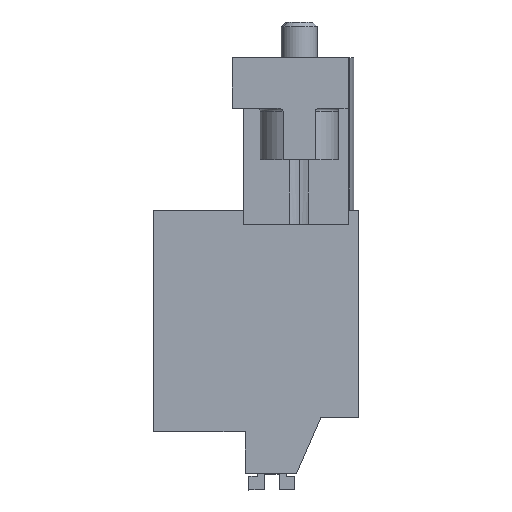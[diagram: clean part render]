
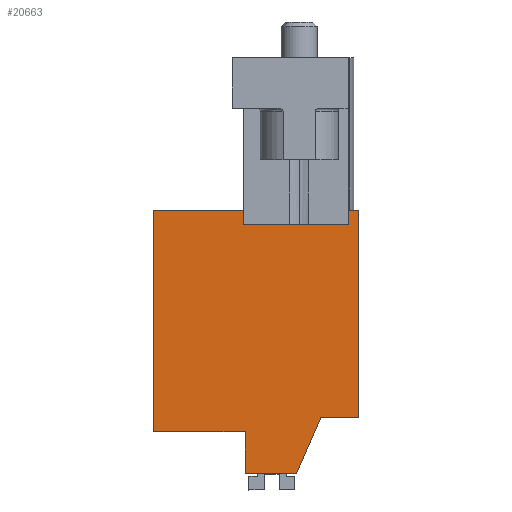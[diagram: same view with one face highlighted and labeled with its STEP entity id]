
A CAD part, left-side view. The second image highlights one B-rep face of the part: STEP entity #20663.
In plain terms, the highlighted planar face has unit normal (-1, 0, 0).
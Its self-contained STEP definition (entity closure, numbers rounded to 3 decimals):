
#20630=AXIS2_PLACEMENT_3D('Plane Axis2P3D',#20627,#20628,#20629) ;
#129=CARTESIAN_POINT('Vertex',(5.,7.85,4.043)) ;
#379=CARTESIAN_POINT('Vertex',(5.,7.85,1.143)) ;
#382=CARTESIAN_POINT('Line Origine',(5.,7.85,2.593)) ;
#515=CARTESIAN_POINT('Vertex',(5.,0.,5.043)) ;
#518=CARTESIAN_POINT('Line Origine',(5.,1.3,5.043)) ;
#522=CARTESIAN_POINT('Vertex',(5.,2.6,5.043)) ;
#1396=CARTESIAN_POINT('Vertex',(5.,14.2,4.043)) ;
#1404=CARTESIAN_POINT('Line Origine',(5.,11.025,4.043)) ;
#2415=CARTESIAN_POINT('Vertex',(5.,0.,19.383)) ;
#2418=CARTESIAN_POINT('Line Origine',(5.,0.,12.213)) ;
#3232=CARTESIAN_POINT('Vertex',(5.,14.2,19.383)) ;
#3235=CARTESIAN_POINT('Line Origine',(5.,14.2,11.713)) ;
#6522=CARTESIAN_POINT('Vertex',(5.,0.723,19.383)) ;
#6525=CARTESIAN_POINT('Line Origine',(5.,0.361,19.383)) ;
#6577=CARTESIAN_POINT('Vertex',(5.,7.968,19.383)) ;
#6580=CARTESIAN_POINT('Line Origine',(5.,11.084,19.383)) ;
#6628=CARTESIAN_POINT('Line Origine',(5.,7.968,18.883)) ;
#6632=CARTESIAN_POINT('Vertex',(5.,7.968,18.383)) ;
#20601=CARTESIAN_POINT('Line Origine',(5.,3.45,3.093)) ;
#20605=CARTESIAN_POINT('Vertex',(5.,4.3,1.143)) ;
#20627=CARTESIAN_POINT('Axis2P3D Location',(5.,6.8,19.383)) ;
#20632=CARTESIAN_POINT('Line Origine',(5.,6.075,1.143)) ;
#20637=CARTESIAN_POINT('Line Origine',(5.,0.723,18.883)) ;
#20641=CARTESIAN_POINT('Vertex',(5.,0.723,18.383)) ;
#20644=CARTESIAN_POINT('Line Origine',(5.,4.345,18.383)) ;
#383=DIRECTION('Vector Direction',(0.,0.,-1.)) ;
#519=DIRECTION('Vector Direction',(0.,-1.,0.)) ;
#1405=DIRECTION('Vector Direction',(0.,-1.,0.)) ;
#2419=DIRECTION('Vector Direction',(0.,0.,1.)) ;
#3236=DIRECTION('Vector Direction',(0.,0.,-1.)) ;
#6526=DIRECTION('Vector Direction',(0.,1.,0.)) ;
#6581=DIRECTION('Vector Direction',(0.,1.,0.)) ;
#6629=DIRECTION('Vector Direction',(0.,0.,-1.)) ;
#20602=DIRECTION('Vector Direction',(0.,-0.4,0.917)) ;
#20628=DIRECTION('Axis2P3D Direction',(-1.,0.,0.)) ;
#20629=DIRECTION('Axis2P3D XDirection',(0.,1.,0.)) ;
#20633=DIRECTION('Vector Direction',(0.,-1.,0.)) ;
#20638=DIRECTION('Vector Direction',(0.,0.,-1.)) ;
#20645=DIRECTION('Vector Direction',(0.,-1.,0.)) ;
#384=VECTOR('Line Direction',#383,1.) ;
#520=VECTOR('Line Direction',#519,1.) ;
#1406=VECTOR('Line Direction',#1405,1.) ;
#2420=VECTOR('Line Direction',#2419,1.) ;
#3237=VECTOR('Line Direction',#3236,1.) ;
#6527=VECTOR('Line Direction',#6526,1.) ;
#6582=VECTOR('Line Direction',#6581,1.) ;
#6630=VECTOR('Line Direction',#6629,1.) ;
#20603=VECTOR('Line Direction',#20602,1.) ;
#20634=VECTOR('Line Direction',#20633,1.) ;
#20639=VECTOR('Line Direction',#20638,1.) ;
#20646=VECTOR('Line Direction',#20645,1.) ;
#20650=ORIENTED_EDGE('',*,*,#6584,.T.) ;
#20651=ORIENTED_EDGE('',*,*,#3239,.T.) ;
#20652=ORIENTED_EDGE('',*,*,#1408,.T.) ;
#20653=ORIENTED_EDGE('',*,*,#386,.T.) ;
#20654=ORIENTED_EDGE('',*,*,#20636,.T.) ;
#20655=ORIENTED_EDGE('',*,*,#20607,.T.) ;
#20656=ORIENTED_EDGE('',*,*,#524,.T.) ;
#20657=ORIENTED_EDGE('',*,*,#2422,.T.) ;
#20658=ORIENTED_EDGE('',*,*,#6529,.T.) ;
#20659=ORIENTED_EDGE('',*,*,#20643,.T.) ;
#20660=ORIENTED_EDGE('',*,*,#20648,.F.) ;
#20661=ORIENTED_EDGE('',*,*,#6634,.T.) ;
#20663=ADVANCED_FACE('HOUSING',(#20662),#20631,.T.) ;
#386=EDGE_CURVE('',#130,#380,#385,.T.) ;
#524=EDGE_CURVE('',#523,#516,#521,.T.) ;
#1408=EDGE_CURVE('',#1397,#130,#1407,.T.) ;
#2422=EDGE_CURVE('',#516,#2416,#2421,.T.) ;
#3239=EDGE_CURVE('',#3233,#1397,#3238,.T.) ;
#6529=EDGE_CURVE('',#2416,#6523,#6528,.T.) ;
#6584=EDGE_CURVE('',#6578,#3233,#6583,.T.) ;
#6634=EDGE_CURVE('',#6633,#6578,#6631,.F.) ;
#20607=EDGE_CURVE('',#20606,#523,#20604,.T.) ;
#20636=EDGE_CURVE('',#380,#20606,#20635,.T.) ;
#20643=EDGE_CURVE('',#6523,#20642,#20640,.T.) ;
#20648=EDGE_CURVE('',#6633,#20642,#20647,.T.) ;
#20649=EDGE_LOOP('',(#20650,#20651,#20652,#20653,#20654,#20655,#20656,#20657,#20658,#20659,#20660,#20661)) ;
#20662=FACE_OUTER_BOUND('',#20649,.T.) ;
#385=LINE('Line',#382,#384) ;
#521=LINE('Line',#518,#520) ;
#1407=LINE('Line',#1404,#1406) ;
#2421=LINE('Line',#2418,#2420) ;
#3238=LINE('Line',#3235,#3237) ;
#6528=LINE('Line',#6525,#6527) ;
#6583=LINE('Line',#6580,#6582) ;
#6631=LINE('Line',#6628,#6630) ;
#20604=LINE('Line',#20601,#20603) ;
#20635=LINE('Line',#20632,#20634) ;
#20640=LINE('Line',#20637,#20639) ;
#20647=LINE('Line',#20644,#20646) ;
#20631=PLANE('',#20630) ;
#130=VERTEX_POINT('',#129) ;
#380=VERTEX_POINT('',#379) ;
#516=VERTEX_POINT('',#515) ;
#523=VERTEX_POINT('',#522) ;
#1397=VERTEX_POINT('',#1396) ;
#2416=VERTEX_POINT('',#2415) ;
#3233=VERTEX_POINT('',#3232) ;
#6523=VERTEX_POINT('',#6522) ;
#6578=VERTEX_POINT('',#6577) ;
#6633=VERTEX_POINT('',#6632) ;
#20606=VERTEX_POINT('',#20605) ;
#20642=VERTEX_POINT('',#20641) ;
